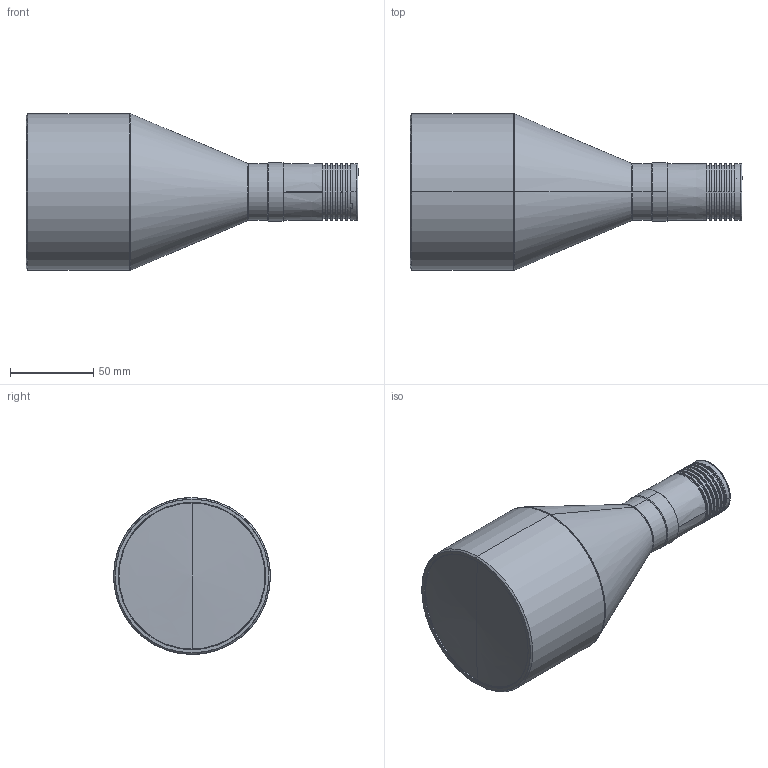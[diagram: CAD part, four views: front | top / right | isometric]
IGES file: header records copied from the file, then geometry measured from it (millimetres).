
Start section: SolidWorks IGES file using analytic representation for surfaces
Global section: file name: DTCL-72.IGS,1; native system: 5HSolidWorks 2012; preprocessor: SolidWorks 2012; author: frank; date: 180322.181837; units: millimetre
Bounding box: 198.91 x 94 x 94 mm (x, y, z)
Surface area: 50525.5 mm2 (no closed solid volume)
Topology: 0 solids, 0 shells, 122 faces, 3346 edges, 3344 vertices
Faces by surface type: revolution 89, bspline 33
